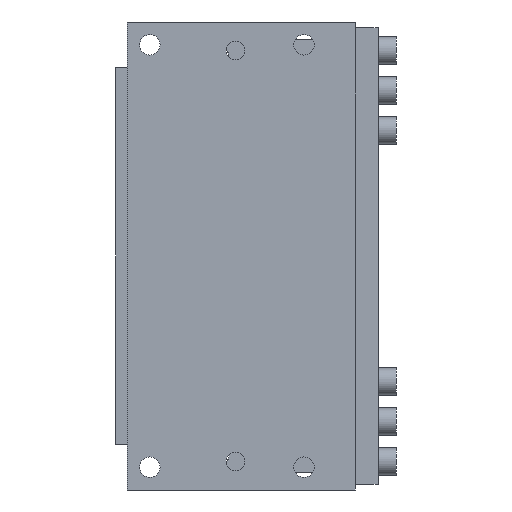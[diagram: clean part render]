
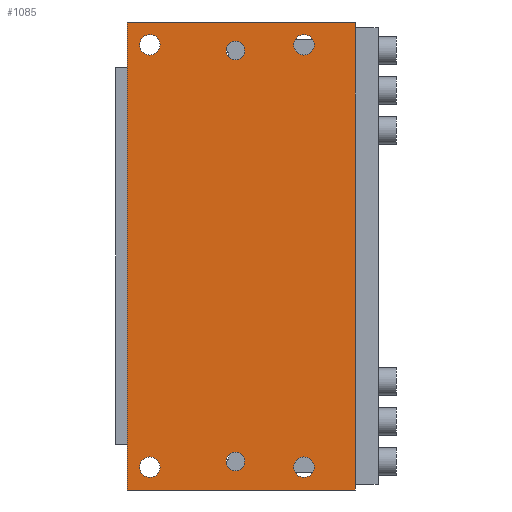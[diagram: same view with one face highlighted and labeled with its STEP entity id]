
A CAD part, front view. The second image highlights one B-rep face of the part: STEP entity #1085.
In plain terms, the highlighted planar face has unit normal (0, -1, 0).
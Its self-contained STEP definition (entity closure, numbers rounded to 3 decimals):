
#333=CARTESIAN_POINT('Line Origine',(-100.,0.,-205.)) ;
#337=CARTESIAN_POINT('Vertex',(-200.,0.,-205.)) ;
#339=CARTESIAN_POINT('Vertex',(0.,0.,-205.)) ;
#870=CARTESIAN_POINT('Vertex',(-200.,0.,205.)) ;
#873=CARTESIAN_POINT('Line Origine',(-100.,0.,205.)) ;
#877=CARTESIAN_POINT('Vertex',(0.,0.,205.)) ;
#892=CARTESIAN_POINT('Axis2P3D Location',(-200.,0.,205.)) ;
#897=CARTESIAN_POINT('Line Origine',(-200.,0.,0.)) ;
#902=CARTESIAN_POINT('Line Origine',(0.,0.,0.)) ;
#913=CARTESIAN_POINT('Axis2P3D Location',(-180.,0.,-185.)) ;
#917=CARTESIAN_POINT('Vertex',(-171.,0.,-185.)) ;
#919=CARTESIAN_POINT('Vertex',(-180.,0.,-176.)) ;
#922=CARTESIAN_POINT('Axis2P3D Location',(-180.,0.,-185.)) ;
#926=CARTESIAN_POINT('Vertex',(-180.,0.,-194.)) ;
#929=CARTESIAN_POINT('Axis2P3D Location',(-180.,0.,-185.)) ;
#933=CARTESIAN_POINT('Vertex',(-189.,0.,-185.)) ;
#936=CARTESIAN_POINT('Axis2P3D Location',(-180.,0.,-185.)) ;
#947=CARTESIAN_POINT('Axis2P3D Location',(-45.,0.,185.)) ;
#951=CARTESIAN_POINT('Vertex',(-36.,0.,185.)) ;
#953=CARTESIAN_POINT('Vertex',(-45.,0.,194.)) ;
#956=CARTESIAN_POINT('Axis2P3D Location',(-45.,0.,185.)) ;
#960=CARTESIAN_POINT('Vertex',(-45.,0.,176.)) ;
#963=CARTESIAN_POINT('Axis2P3D Location',(-45.,0.,185.)) ;
#967=CARTESIAN_POINT('Vertex',(-54.,0.,185.)) ;
#970=CARTESIAN_POINT('Axis2P3D Location',(-45.,0.,185.)) ;
#981=CARTESIAN_POINT('Axis2P3D Location',(-45.,0.,-185.)) ;
#985=CARTESIAN_POINT('Vertex',(-36.,0.,-185.)) ;
#987=CARTESIAN_POINT('Vertex',(-45.,0.,-176.)) ;
#990=CARTESIAN_POINT('Axis2P3D Location',(-45.,0.,-185.)) ;
#994=CARTESIAN_POINT('Vertex',(-45.,0.,-194.)) ;
#997=CARTESIAN_POINT('Axis2P3D Location',(-45.,0.,-185.)) ;
#1001=CARTESIAN_POINT('Vertex',(-54.,0.,-185.)) ;
#1004=CARTESIAN_POINT('Axis2P3D Location',(-45.,0.,-185.)) ;
#1015=CARTESIAN_POINT('Axis2P3D Location',(-180.,0.,185.)) ;
#1019=CARTESIAN_POINT('Vertex',(-171.,0.,185.)) ;
#1021=CARTESIAN_POINT('Vertex',(-180.,0.,194.)) ;
#1024=CARTESIAN_POINT('Axis2P3D Location',(-180.,0.,185.)) ;
#1028=CARTESIAN_POINT('Vertex',(-180.,0.,176.)) ;
#1031=CARTESIAN_POINT('Axis2P3D Location',(-180.,0.,185.)) ;
#1035=CARTESIAN_POINT('Vertex',(-189.,0.,185.)) ;
#1038=CARTESIAN_POINT('Axis2P3D Location',(-180.,0.,185.)) ;
#1049=CARTESIAN_POINT('Axis2P3D Location',(-105.,0.,-180.)) ;
#1053=CARTESIAN_POINT('Vertex',(-97.,0.,-180.)) ;
#1055=CARTESIAN_POINT('Vertex',(-113.,0.,-180.)) ;
#1058=CARTESIAN_POINT('Axis2P3D Location',(-105.,0.,-180.)) ;
#1067=CARTESIAN_POINT('Axis2P3D Location',(-105.,0.,180.)) ;
#1071=CARTESIAN_POINT('Vertex',(-97.,0.,180.)) ;
#1073=CARTESIAN_POINT('Vertex',(-113.,0.,180.)) ;
#1076=CARTESIAN_POINT('Axis2P3D Location',(-105.,0.,180.)) ;
#334=DIRECTION('Vector Direction',(1.,0.,0.)) ;
#874=DIRECTION('Vector Direction',(-1.,0.,0.)) ;
#893=DIRECTION('Axis2P3D Direction',(0.,-1.,0.)) ;
#894=DIRECTION('Axis2P3D XDirection',(0.,0.,-1.)) ;
#898=DIRECTION('Vector Direction',(0.,0.,1.)) ;
#903=DIRECTION('Vector Direction',(0.,0.,-1.)) ;
#914=DIRECTION('Axis2P3D Direction',(0.,-1.,0.)) ;
#923=DIRECTION('Axis2P3D Direction',(0.,-1.,0.)) ;
#930=DIRECTION('Axis2P3D Direction',(0.,-1.,0.)) ;
#937=DIRECTION('Axis2P3D Direction',(0.,-1.,0.)) ;
#948=DIRECTION('Axis2P3D Direction',(0.,-1.,0.)) ;
#957=DIRECTION('Axis2P3D Direction',(0.,-1.,0.)) ;
#964=DIRECTION('Axis2P3D Direction',(0.,-1.,0.)) ;
#971=DIRECTION('Axis2P3D Direction',(0.,-1.,0.)) ;
#982=DIRECTION('Axis2P3D Direction',(0.,-1.,0.)) ;
#991=DIRECTION('Axis2P3D Direction',(0.,-1.,0.)) ;
#998=DIRECTION('Axis2P3D Direction',(0.,-1.,0.)) ;
#1005=DIRECTION('Axis2P3D Direction',(0.,-1.,0.)) ;
#1016=DIRECTION('Axis2P3D Direction',(0.,-1.,0.)) ;
#1025=DIRECTION('Axis2P3D Direction',(0.,-1.,0.)) ;
#1032=DIRECTION('Axis2P3D Direction',(0.,-1.,0.)) ;
#1039=DIRECTION('Axis2P3D Direction',(0.,-1.,0.)) ;
#1050=DIRECTION('Axis2P3D Direction',(0.,-1.,0.)) ;
#1059=DIRECTION('Axis2P3D Direction',(0.,-1.,0.)) ;
#1068=DIRECTION('Axis2P3D Direction',(0.,-1.,0.)) ;
#1077=DIRECTION('Axis2P3D Direction',(0.,-1.,0.)) ;
#895=AXIS2_PLACEMENT_3D('Plane Axis2P3D',#892,#893,#894) ;
#915=AXIS2_PLACEMENT_3D('Circle Axis2P3D',#913,#914,$) ;
#924=AXIS2_PLACEMENT_3D('Circle Axis2P3D',#922,#923,$) ;
#931=AXIS2_PLACEMENT_3D('Circle Axis2P3D',#929,#930,$) ;
#938=AXIS2_PLACEMENT_3D('Circle Axis2P3D',#936,#937,$) ;
#949=AXIS2_PLACEMENT_3D('Circle Axis2P3D',#947,#948,$) ;
#958=AXIS2_PLACEMENT_3D('Circle Axis2P3D',#956,#957,$) ;
#965=AXIS2_PLACEMENT_3D('Circle Axis2P3D',#963,#964,$) ;
#972=AXIS2_PLACEMENT_3D('Circle Axis2P3D',#970,#971,$) ;
#983=AXIS2_PLACEMENT_3D('Circle Axis2P3D',#981,#982,$) ;
#992=AXIS2_PLACEMENT_3D('Circle Axis2P3D',#990,#991,$) ;
#999=AXIS2_PLACEMENT_3D('Circle Axis2P3D',#997,#998,$) ;
#1006=AXIS2_PLACEMENT_3D('Circle Axis2P3D',#1004,#1005,$) ;
#1017=AXIS2_PLACEMENT_3D('Circle Axis2P3D',#1015,#1016,$) ;
#1026=AXIS2_PLACEMENT_3D('Circle Axis2P3D',#1024,#1025,$) ;
#1033=AXIS2_PLACEMENT_3D('Circle Axis2P3D',#1031,#1032,$) ;
#1040=AXIS2_PLACEMENT_3D('Circle Axis2P3D',#1038,#1039,$) ;
#1051=AXIS2_PLACEMENT_3D('Circle Axis2P3D',#1049,#1050,$) ;
#1060=AXIS2_PLACEMENT_3D('Circle Axis2P3D',#1058,#1059,$) ;
#1069=AXIS2_PLACEMENT_3D('Circle Axis2P3D',#1067,#1068,$) ;
#1078=AXIS2_PLACEMENT_3D('Circle Axis2P3D',#1076,#1077,$) ;
#908=ORIENTED_EDGE('',*,*,#879,.T.) ;
#909=ORIENTED_EDGE('',*,*,#901,.F.) ;
#910=ORIENTED_EDGE('',*,*,#341,.T.) ;
#911=ORIENTED_EDGE('',*,*,#906,.F.) ;
#942=ORIENTED_EDGE('',*,*,#921,.F.) ;
#943=ORIENTED_EDGE('',*,*,#928,.F.) ;
#944=ORIENTED_EDGE('',*,*,#935,.F.) ;
#945=ORIENTED_EDGE('',*,*,#940,.F.) ;
#976=ORIENTED_EDGE('',*,*,#955,.F.) ;
#977=ORIENTED_EDGE('',*,*,#962,.F.) ;
#978=ORIENTED_EDGE('',*,*,#969,.F.) ;
#979=ORIENTED_EDGE('',*,*,#974,.F.) ;
#1010=ORIENTED_EDGE('',*,*,#989,.F.) ;
#1011=ORIENTED_EDGE('',*,*,#996,.F.) ;
#1012=ORIENTED_EDGE('',*,*,#1003,.F.) ;
#1013=ORIENTED_EDGE('',*,*,#1008,.F.) ;
#1044=ORIENTED_EDGE('',*,*,#1023,.F.) ;
#1045=ORIENTED_EDGE('',*,*,#1030,.F.) ;
#1046=ORIENTED_EDGE('',*,*,#1037,.F.) ;
#1047=ORIENTED_EDGE('',*,*,#1042,.F.) ;
#1064=ORIENTED_EDGE('',*,*,#1057,.F.) ;
#1065=ORIENTED_EDGE('',*,*,#1062,.F.) ;
#1082=ORIENTED_EDGE('',*,*,#1075,.F.) ;
#1083=ORIENTED_EDGE('',*,*,#1080,.F.) ;
#946=FACE_BOUND('',#941,.T.) ;
#980=FACE_BOUND('',#975,.T.) ;
#1014=FACE_BOUND('',#1009,.T.) ;
#1048=FACE_BOUND('',#1043,.T.) ;
#1066=FACE_BOUND('',#1063,.T.) ;
#1084=FACE_BOUND('',#1081,.T.) ;
#335=VECTOR('Line Direction',#334,1.) ;
#875=VECTOR('Line Direction',#874,1.) ;
#899=VECTOR('Line Direction',#898,1.) ;
#904=VECTOR('Line Direction',#903,1.) ;
#1085=ADVANCED_FACE('CAM HOLDER',(#912,#946,#980,#1014,#1048,#1066,#1084),#896,.T.) ;
#916=CIRCLE('generated circle',#915,9.) ;
#925=CIRCLE('generated circle',#924,9.) ;
#932=CIRCLE('generated circle',#931,9.) ;
#939=CIRCLE('generated circle',#938,9.) ;
#950=CIRCLE('generated circle',#949,9.) ;
#959=CIRCLE('generated circle',#958,9.) ;
#966=CIRCLE('generated circle',#965,9.) ;
#973=CIRCLE('generated circle',#972,9.) ;
#984=CIRCLE('generated circle',#983,9.) ;
#993=CIRCLE('generated circle',#992,9.) ;
#1000=CIRCLE('generated circle',#999,9.) ;
#1007=CIRCLE('generated circle',#1006,9.) ;
#1018=CIRCLE('generated circle',#1017,9.) ;
#1027=CIRCLE('generated circle',#1026,9.) ;
#1034=CIRCLE('generated circle',#1033,9.) ;
#1041=CIRCLE('generated circle',#1040,9.) ;
#1052=CIRCLE('generated circle',#1051,8.) ;
#1061=CIRCLE('generated circle',#1060,8.) ;
#1070=CIRCLE('generated circle',#1069,8.) ;
#1079=CIRCLE('generated circle',#1078,8.) ;
#341=EDGE_CURVE('',#338,#340,#336,.T.) ;
#879=EDGE_CURVE('',#878,#871,#876,.T.) ;
#901=EDGE_CURVE('',#338,#871,#900,.T.) ;
#906=EDGE_CURVE('',#878,#340,#905,.T.) ;
#921=EDGE_CURVE('',#918,#920,#916,.T.) ;
#928=EDGE_CURVE('',#927,#918,#925,.T.) ;
#935=EDGE_CURVE('',#934,#927,#932,.T.) ;
#940=EDGE_CURVE('',#920,#934,#939,.T.) ;
#955=EDGE_CURVE('',#952,#954,#950,.T.) ;
#962=EDGE_CURVE('',#961,#952,#959,.T.) ;
#969=EDGE_CURVE('',#968,#961,#966,.T.) ;
#974=EDGE_CURVE('',#954,#968,#973,.T.) ;
#989=EDGE_CURVE('',#986,#988,#984,.T.) ;
#996=EDGE_CURVE('',#995,#986,#993,.T.) ;
#1003=EDGE_CURVE('',#1002,#995,#1000,.T.) ;
#1008=EDGE_CURVE('',#988,#1002,#1007,.T.) ;
#1023=EDGE_CURVE('',#1020,#1022,#1018,.T.) ;
#1030=EDGE_CURVE('',#1029,#1020,#1027,.T.) ;
#1037=EDGE_CURVE('',#1036,#1029,#1034,.T.) ;
#1042=EDGE_CURVE('',#1022,#1036,#1041,.T.) ;
#1057=EDGE_CURVE('',#1054,#1056,#1052,.T.) ;
#1062=EDGE_CURVE('',#1056,#1054,#1061,.T.) ;
#1075=EDGE_CURVE('',#1072,#1074,#1070,.T.) ;
#1080=EDGE_CURVE('',#1074,#1072,#1079,.T.) ;
#907=EDGE_LOOP('',(#908,#909,#910,#911)) ;
#941=EDGE_LOOP('',(#942,#943,#944,#945)) ;
#975=EDGE_LOOP('',(#976,#977,#978,#979)) ;
#1009=EDGE_LOOP('',(#1010,#1011,#1012,#1013)) ;
#1043=EDGE_LOOP('',(#1044,#1045,#1046,#1047)) ;
#1063=EDGE_LOOP('',(#1064,#1065)) ;
#1081=EDGE_LOOP('',(#1082,#1083)) ;
#912=FACE_OUTER_BOUND('',#907,.T.) ;
#336=LINE('Line',#333,#335) ;
#876=LINE('Line',#873,#875) ;
#900=LINE('Line',#897,#899) ;
#905=LINE('Line',#902,#904) ;
#896=PLANE('Plane',#895) ;
#338=VERTEX_POINT('',#337) ;
#340=VERTEX_POINT('',#339) ;
#871=VERTEX_POINT('',#870) ;
#878=VERTEX_POINT('',#877) ;
#918=VERTEX_POINT('',#917) ;
#920=VERTEX_POINT('',#919) ;
#927=VERTEX_POINT('',#926) ;
#934=VERTEX_POINT('',#933) ;
#952=VERTEX_POINT('',#951) ;
#954=VERTEX_POINT('',#953) ;
#961=VERTEX_POINT('',#960) ;
#968=VERTEX_POINT('',#967) ;
#986=VERTEX_POINT('',#985) ;
#988=VERTEX_POINT('',#987) ;
#995=VERTEX_POINT('',#994) ;
#1002=VERTEX_POINT('',#1001) ;
#1020=VERTEX_POINT('',#1019) ;
#1022=VERTEX_POINT('',#1021) ;
#1029=VERTEX_POINT('',#1028) ;
#1036=VERTEX_POINT('',#1035) ;
#1054=VERTEX_POINT('',#1053) ;
#1056=VERTEX_POINT('',#1055) ;
#1072=VERTEX_POINT('',#1071) ;
#1074=VERTEX_POINT('',#1073) ;
